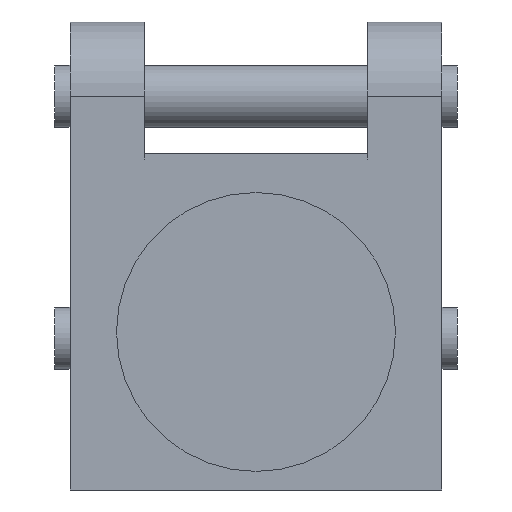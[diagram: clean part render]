
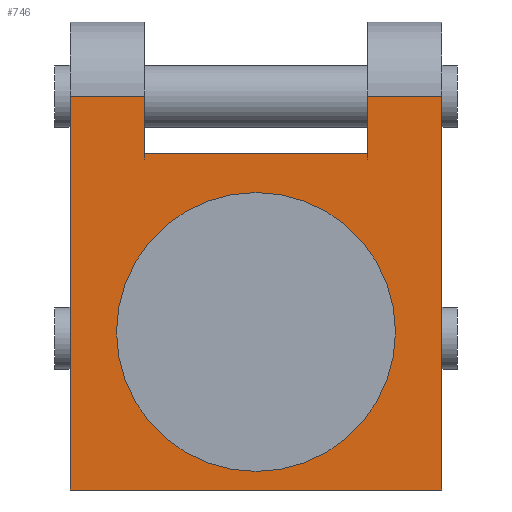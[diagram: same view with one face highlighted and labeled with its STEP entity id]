
A CAD part, front view. The second image highlights one B-rep face of the part: STEP entity #746.
In plain terms, the highlighted planar face has unit normal (0, -1, 0).
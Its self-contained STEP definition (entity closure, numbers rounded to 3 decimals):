
#4 = VECTOR ( 'NONE', #231, 1000. ) ;
#8 = DIRECTION ( 'NONE',  ( 0., 0., -1. ) ) ;
#34 = ORIENTED_EDGE ( 'NONE', *, *, #351, .T. ) ;
#48 = EDGE_CURVE ( 'NONE', #353, #1085, #774, .T. ) ;
#62 = EDGE_CURVE ( 'NONE', #470, #155, #335, .T. ) ;
#82 = ORIENTED_EDGE ( 'NONE', *, *, #417, .F. ) ;
#84 = VERTEX_POINT ( 'NONE', #1387 ) ;
#87 = FACE_OUTER_BOUND ( 'NONE', #1208, .T. ) ;
#90 = CARTESIAN_POINT ( 'NONE',  ( 90., -60., 0. ) ) ;
#151 = DIRECTION ( 'NONE',  ( 0., -1., 0. ) ) ;
#152 = VERTEX_POINT ( 'NONE', #595 ) ;
#155 = VERTEX_POINT ( 'NONE', #1444 ) ;
#192 = CARTESIAN_POINT ( 'NONE',  ( 150., -60., 0. ) ) ;
#203 = LINE ( 'NONE', #456, #707 ) ;
#231 = DIRECTION ( 'NONE',  ( 0., 0., -1. ) ) ;
#235 = CARTESIAN_POINT ( 'NONE',  ( -150., -60., 0. ) ) ;
#243 = DIRECTION ( 'NONE',  ( 0., 0., 1. ) ) ;
#271 = VERTEX_POINT ( 'NONE', #1135 ) ;
#281 = EDGE_CURVE ( 'NONE', #611, #353, #1469, .T. ) ;
#292 = EDGE_CURVE ( 'NONE', #84, #152, #678, .T. ) ;
#298 = CARTESIAN_POINT ( 'NONE',  ( 150., -60., 0. ) ) ;
#306 = CARTESIAN_POINT ( 'NONE',  ( -90., -60., -46.248 ) ) ;
#320 = PLANE ( 'NONE',  #1051 ) ;
#335 = LINE ( 'NONE', #435, #996 ) ;
#351 = EDGE_CURVE ( 'NONE', #84, #470, #203, .T. ) ;
#353 = VERTEX_POINT ( 'NONE', #90 ) ;
#383 = ORIENTED_EDGE ( 'NONE', *, *, #1006, .F. ) ;
#388 = ORIENTED_EDGE ( 'NONE', *, *, #281, .T. ) ;
#415 = ORIENTED_EDGE ( 'NONE', *, *, #62, .T. ) ;
#417 = EDGE_CURVE ( 'NONE', #1457, #155, #504, .T. ) ;
#435 = CARTESIAN_POINT ( 'NONE',  ( -150., -60., 0. ) ) ;
#442 = ORIENTED_EDGE ( 'NONE', *, *, #545, .F. ) ;
#443 = CARTESIAN_POINT ( 'NONE',  ( -90., -60., 0. ) ) ;
#456 = CARTESIAN_POINT ( 'NONE',  ( 150., -60., 0. ) ) ;
#464 = EDGE_CURVE ( 'NONE', #1085, #152, #1370, .T. ) ;
#470 = VERTEX_POINT ( 'NONE', #235 ) ;
#480 = VERTEX_POINT ( 'NONE', #1320 ) ;
#486 = ORIENTED_EDGE ( 'NONE', *, *, #292, .F. ) ;
#487 = VECTOR ( 'NONE', #529, 1000. ) ;
#501 = ORIENTED_EDGE ( 'NONE', *, *, #48, .T. ) ;
#504 = LINE ( 'NONE', #1424, #888 ) ;
#529 = DIRECTION ( 'NONE',  ( 0., 0., -1. ) ) ;
#545 = EDGE_CURVE ( 'NONE', #480, #271, #1124, .T. ) ;
#590 = DIRECTION ( 'NONE',  ( -1., 0., 0. ) ) ;
#595 = CARTESIAN_POINT ( 'NONE',  ( -90., -60., -46.248 ) ) ;
#610 = EDGE_LOOP ( 'NONE', ( #383, #442 ) ) ;
#611 = VERTEX_POINT ( 'NONE', #628 ) ;
#628 = CARTESIAN_POINT ( 'NONE',  ( 150., -60., 0. ) ) ;
#650 = ORIENTED_EDGE ( 'NONE', *, *, #464, .T. ) ;
#672 = AXIS2_PLACEMENT_3D ( 'NONE', #723, #151, #1057 ) ;
#678 = LINE ( 'NONE', #443, #4 ) ;
#683 = DIRECTION ( 'NONE',  ( 0., -1., 0. ) ) ;
#707 = VECTOR ( 'NONE', #908, 1000. ) ;
#721 = DIRECTION ( 'NONE',  ( -1., 0., 0. ) ) ;
#723 = CARTESIAN_POINT ( 'NONE',  ( 0., -60., -189.987 ) ) ;
#727 = DIRECTION ( 'NONE',  ( 0., 0., 1. ) ) ;
#746 = ADVANCED_FACE ( 'NONE', ( #769, #87 ), #320, .F. ) ;
#767 = DIRECTION ( 'NONE',  ( -1., 0., 0. ) ) ;
#769 = FACE_BOUND ( 'NONE', #610, .T. ) ;
#774 = LINE ( 'NONE', #1041, #797 ) ;
#783 = DIRECTION ( 'NONE',  ( 0., 1., 0. ) ) ;
#790 = DIRECTION ( 'NONE',  ( 0., 0., -1. ) ) ;
#797 = VECTOR ( 'NONE', #8, 1000. ) ;
#832 = CARTESIAN_POINT ( 'NONE',  ( 0., -60., -189.987 ) ) ;
#875 = LINE ( 'NONE', #298, #487 ) ;
#887 = CARTESIAN_POINT ( 'NONE',  ( 150., -60., 0. ) ) ;
#888 = VECTOR ( 'NONE', #590, 1000. ) ;
#908 = DIRECTION ( 'NONE',  ( -1., 0., 0. ) ) ;
#936 = VECTOR ( 'NONE', #721, 1000. ) ;
#996 = VECTOR ( 'NONE', #790, 1000. ) ;
#1006 = EDGE_CURVE ( 'NONE', #271, #480, #1358, .T. ) ;
#1041 = CARTESIAN_POINT ( 'NONE',  ( 90., -60., 0. ) ) ;
#1051 = AXIS2_PLACEMENT_3D ( 'NONE', #192, #783, #727 ) ;
#1057 = DIRECTION ( 'NONE',  ( 0., 0., 1. ) ) ;
#1085 = VERTEX_POINT ( 'NONE', #1456 ) ;
#1099 = VECTOR ( 'NONE', #767, 1000. ) ;
#1106 = AXIS2_PLACEMENT_3D ( 'NONE', #832, #683, #243 ) ;
#1124 = CIRCLE ( 'NONE', #1106, 112.473 ) ;
#1135 = CARTESIAN_POINT ( 'NONE',  ( 0., -60., -77.514 ) ) ;
#1208 = EDGE_LOOP ( 'NONE', ( #486, #34, #415, #82, #1302, #388, #501, #650 ) ) ;
#1288 = CARTESIAN_POINT ( 'NONE',  ( 150., -60., -317.441 ) ) ;
#1302 = ORIENTED_EDGE ( 'NONE', *, *, #1484, .F. ) ;
#1320 = CARTESIAN_POINT ( 'NONE',  ( 0., -60., -302.459 ) ) ;
#1358 = CIRCLE ( 'NONE', #672, 112.473 ) ;
#1370 = LINE ( 'NONE', #306, #936 ) ;
#1387 = CARTESIAN_POINT ( 'NONE',  ( -90., -60., 0. ) ) ;
#1424 = CARTESIAN_POINT ( 'NONE',  ( 150., -60., -317.441 ) ) ;
#1444 = CARTESIAN_POINT ( 'NONE',  ( -150., -60., -317.441 ) ) ;
#1456 = CARTESIAN_POINT ( 'NONE',  ( 90., -60., -46.248 ) ) ;
#1457 = VERTEX_POINT ( 'NONE', #1288 ) ;
#1469 = LINE ( 'NONE', #887, #1099 ) ;
#1484 = EDGE_CURVE ( 'NONE', #611, #1457, #875, .T. ) ;
